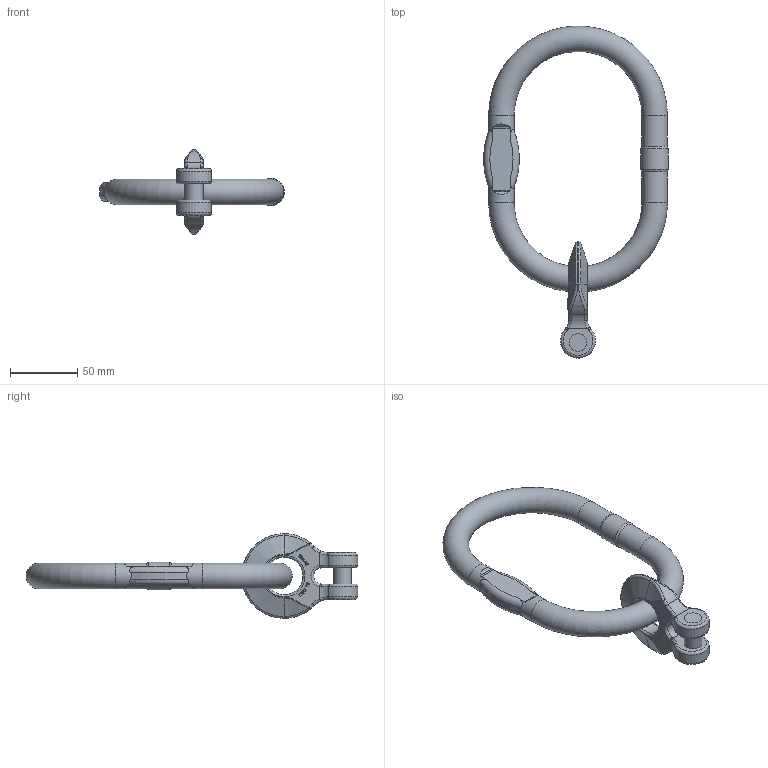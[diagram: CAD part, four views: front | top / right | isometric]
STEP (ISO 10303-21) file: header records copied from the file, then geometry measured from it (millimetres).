
FILE_DESCRIPTION(/* description */ (''),/* implementation_level */ '2;1');
FILE_NAME(/* name */ 'pewag_KMGW_1-10',/* time_stamp */ '2010-03-02T09:01:15+01:00',/* author */ (''),/* organization */ (''),/* preprocessor_version */ 'ST-DEVELOPER v9',/* originating_system */ 'UGS - NX 4.0',/* authorisation */ '');
FILE_SCHEMA (('AUTOMOTIVE_DESIGN { 1 0 10303 214 1 1 1 1 }'));
Length unit declared in the file: millimetre
Products named in the file (1): rit707Bn4bt
Bounding box: 137.47 x 246.93 x 63 mm (x, y, z)
Volume: 179041.5 mm3; surface area: 42503.3 mm2
Topology: 3 solids, 3 shells, 284 faces, 734 edges, 470 vertices
Faces by surface type: plane 100, extrusion 87, bspline 40, torus 30, cylinder 25, cone 2
Full cylindrical faces by diameter (mm): 13 x3, 19 x4, 20.425 x1, 28 x1
Entity records: 10615 total; most frequent: CARTESIAN_POINT 4451, ORIENTED_EDGE 1434, DIRECTION 896, EDGE_CURVE 717, VERTEX_POINT 468, B_SPLINE_CURVE_WITH_KNOTS 429, VECTOR 344, EDGE_LOOP 321
